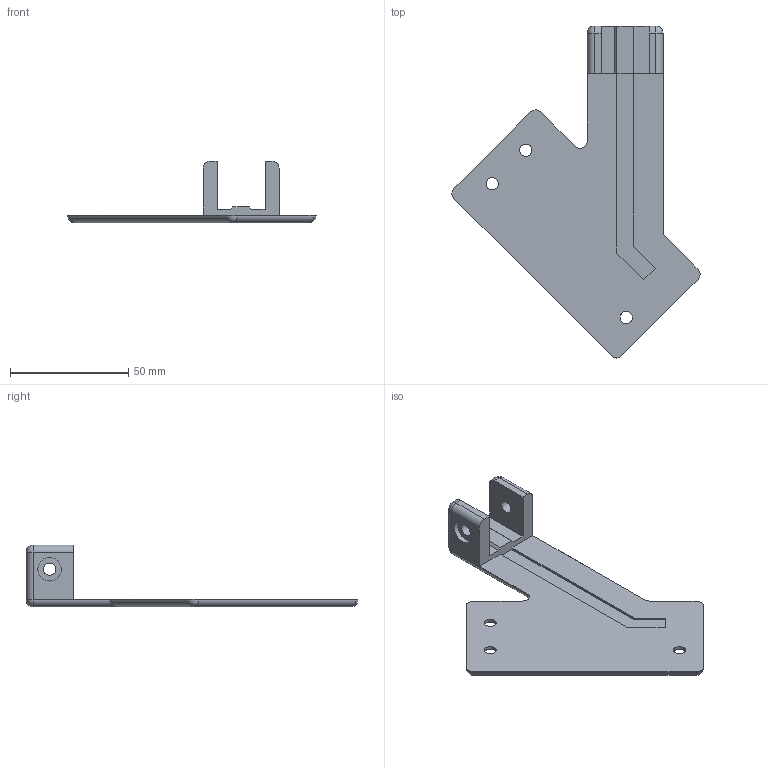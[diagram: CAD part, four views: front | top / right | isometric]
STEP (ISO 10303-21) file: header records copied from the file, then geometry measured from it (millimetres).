
FILE_DESCRIPTION(/* description */ (''),/* implementation_level */ '2;1');
FILE_NAME(/* name */ 'Step''s/1-Right Side support top brace part 1 v3.step',/* time_stamp */ '2019-10-20T16:58:48-04:00',/* author */ (''),/* organization */ (''),/* preprocessor_version */ 'ST-DEVELOPER v18',/* originating_system */ 'Autodesk Translation Framework v8.6.0.1094',/* authorisation */ '');
FILE_SCHEMA (('AUTOMOTIVE_DESIGN { 1 0 10303 214 3 1 1 }'));
Length unit declared in the file: millimetre
Products named in the file (1): 1-Right Side support top brace part 1
Bounding box: 104.9 x 140.28 x 26.15 mm (x, y, z)
Volume: 28559.2 mm3; surface area: 18568.9 mm2
Topology: 1 solids, 1 shells, 71 faces, 164 edges, 100 vertices
Faces by surface type: plane 31, cylinder 30, sphere 8, torus 2
Full cylindrical faces by diameter (mm): 5.2 x5, 10 x5
Entity records: 2056 total; most frequent: DIRECTION 370, CARTESIAN_POINT 336, ORIENTED_EDGE 328, EDGE_CURVE 164, AXIS2_PLACEMENT_3D 134, LINE 102, VECTOR 102, VERTEX_POINT 100
